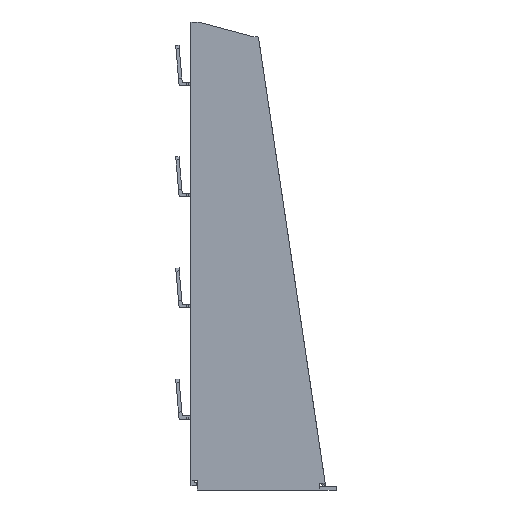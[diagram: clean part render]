
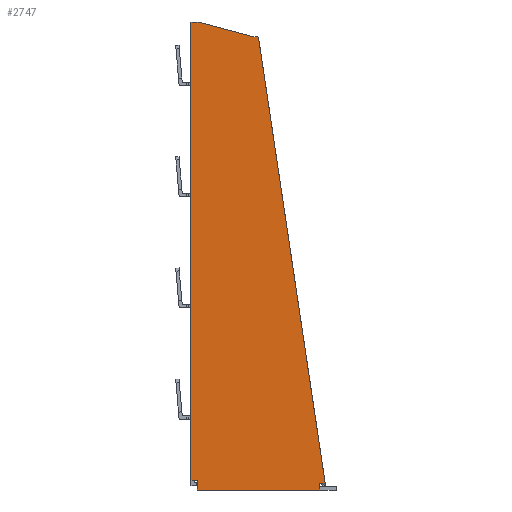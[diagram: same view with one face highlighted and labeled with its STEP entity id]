
A CAD part, left-side view. The second image highlights one B-rep face of the part: STEP entity #2747.
In plain terms, the highlighted face is planar.
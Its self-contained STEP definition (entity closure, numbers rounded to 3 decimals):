
#63 = DIRECTION ( 'NONE',  ( 0., -1., 0. ) ) ;
#65 = CARTESIAN_POINT ( 'NONE',  ( 87.8, 15.007, -1.5 ) ) ;
#121 = LINE ( 'NONE', #3867, #2526 ) ;
#281 = CARTESIAN_POINT ( 'NONE',  ( -113.255, -12.089, -1.5 ) ) ;
#329 = VERTEX_POINT ( 'NONE', #2477 ) ;
#490 = EDGE_CURVE ( 'NONE', #3692, #5455, #849, .T. ) ;
#502 = ORIENTED_EDGE ( 'NONE', *, *, #4670, .T. ) ;
#532 = CARTESIAN_POINT ( 'NONE',  ( 0., 17.828, -1.5 ) ) ;
#536 = B_SPLINE_CURVE_WITH_KNOTS ( 'NONE', 3,
 ( #5810, #3413, #5872, #1021, #3383, #1550 ),
 .UNSPECIFIED., .F., .F.,
 ( 4, 2, 4 ),
 ( 0.006, 0.007, 0.008 ),
 .UNSPECIFIED. ) ;
#560 = LINE ( 'NONE', #65, #2970 ) ;
#589 = CARTESIAN_POINT ( 'NONE',  ( -113.444, -9.961, -1.5 ) ) ;
#604 = EDGE_CURVE ( 'NONE', #5089, #329, #560, .T. ) ;
#674 = EDGE_CURVE ( 'NONE', #5709, #5455, #2903, .T. ) ;
#697 = ORIENTED_EDGE ( 'NONE', *, *, #5245, .F. ) ;
#699 = ORIENTED_EDGE ( 'NONE', *, *, #2212, .F. ) ;
#756 = CARTESIAN_POINT ( 'NONE',  ( 90.3, 0., -1.5 ) ) ;
#804 = DIRECTION ( 'NONE',  ( 0.259, -0.966, 0. ) ) ;
#838 = VECTOR ( 'NONE', #1922, 1000. ) ;
#846 = CARTESIAN_POINT ( 'NONE',  ( -120., 15.328, -1.5 ) ) ;
#849 = LINE ( 'NONE', #3215, #4167 ) ;
#863 = CARTESIAN_POINT ( 'NONE',  ( 86., 15.328, -1.5 ) ) ;
#1021 = CARTESIAN_POINT ( 'NONE',  ( 87.399, -41.661, -1.5 ) ) ;
#1038 = LINE ( 'NONE', #4437, #2023 ) ;
#1040 = CARTESIAN_POINT ( 'NONE',  ( -120., 14.508, -1.5 ) ) ;
#1123 = B_SPLINE_CURVE_WITH_KNOTS ( 'NONE', 3,
 ( #4089, #2650, #2686, #4561, #281, #2186 ),
 .UNSPECIFIED., .F., .F.,
 ( 4, 2, 4 ),
 ( 0.006, 0.007, 0.008 ),
 .UNSPECIFIED. ) ;
#1131 = VERTEX_POINT ( 'NONE', #1396 ) ;
#1219 = CARTESIAN_POINT ( 'NONE',  ( -4.304, -28.8, -1.5 ) ) ;
#1275 = CARTESIAN_POINT ( 'NONE',  ( 87.321, -42.494, -1.5 ) ) ;
#1350 = VECTOR ( 'NONE', #804, 1000. ) ;
#1396 = CARTESIAN_POINT ( 'NONE',  ( 86., 15.007, -1.5 ) ) ;
#1446 = VECTOR ( 'NONE', #4543, 1000. ) ;
#1492 = CARTESIAN_POINT ( 'NONE',  ( 87.8, -39.992, -1.5 ) ) ;
#1550 = CARTESIAN_POINT ( 'NONE',  ( 87.321, -42.494, -1.5 ) ) ;
#1555 = VERTEX_POINT ( 'NONE', #1040 ) ;
#1654 = DIRECTION ( 'NONE',  ( -1., 0., 0. ) ) ;
#1682 = CARTESIAN_POINT ( 'NONE',  ( 0., 0., -1.5 ) ) ;
#1778 = FACE_OUTER_BOUND ( 'NONE', #2021, .T. ) ;
#1903 = ORIENTED_EDGE ( 'NONE', *, *, #490, .T. ) ;
#1905 = ORIENTED_EDGE ( 'NONE', *, *, #4782, .F. ) ;
#1922 = DIRECTION ( 'NONE',  ( 0., 1., 0. ) ) ;
#2021 = EDGE_LOOP ( 'NONE', ( #699, #3388, #5020, #4188, #697, #3097, #1903, #4762, #3417, #2136, #1905, #4588, #502, #5325 ) ) ;
#2023 = VECTOR ( 'NONE', #3485, 1000. ) ;
#2061 = DIRECTION ( 'NONE',  ( 1., 0., 0. ) ) ;
#2136 = ORIENTED_EDGE ( 'NONE', *, *, #4740, .F. ) ;
#2186 = CARTESIAN_POINT ( 'NONE',  ( -113.258, -12.517, -1.5 ) ) ;
#2212 = EDGE_CURVE ( 'NONE', #5472, #4448, #3064, .T. ) ;
#2259 = DIRECTION ( 'NONE',  ( 1., 0., 0. ) ) ;
#2352 = VECTOR ( 'NONE', #2259, 1000. ) ;
#2477 = CARTESIAN_POINT ( 'NONE',  ( 90.3, 15.008, -1.5 ) ) ;
#2501 = DIRECTION ( 'NONE',  ( 1., 0., 0. ) ) ;
#2526 = VECTOR ( 'NONE', #63, 1000. ) ;
#2635 = LINE ( 'NONE', #756, #1446 ) ;
#2650 = CARTESIAN_POINT ( 'NONE',  ( -113.388, -10.385, -1.5 ) ) ;
#2686 = CARTESIAN_POINT ( 'NONE',  ( -113.334, -10.809, -1.5 ) ) ;
#2747 = ADVANCED_FACE ( 'NONE', ( #1778 ), #5944, .T. ) ;
#2782 = EDGE_CURVE ( 'NONE', #5631, #3228, #5505, .T. ) ;
#2814 = DIRECTION ( 'NONE',  ( 0., 1., 0. ) ) ;
#2878 = CARTESIAN_POINT ( 'NONE',  ( 87.8, 15.007, -1.5 ) ) ;
#2903 = LINE ( 'NONE', #532, #4266 ) ;
#2970 = VECTOR ( 'NONE', #2501, 1000. ) ;
#3064 = LINE ( 'NONE', #4093, #2352 ) ;
#3097 = ORIENTED_EDGE ( 'NONE', *, *, #3919, .F. ) ;
#3113 = DIRECTION ( 'NONE',  ( -0.989, 0.148, 0. ) ) ;
#3163 = EDGE_CURVE ( 'NONE', #5472, #5631, #536, .T. ) ;
#3215 = CARTESIAN_POINT ( 'NONE',  ( -120., 15.328, -1.5 ) ) ;
#3223 = CARTESIAN_POINT ( 'NONE',  ( 86., 15.007, -1.5 ) ) ;
#3228 = VERTEX_POINT ( 'NONE', #3475 ) ;
#3241 = CARTESIAN_POINT ( 'NONE',  ( -110.924, -19.366, -1.5 ) ) ;
#3383 = CARTESIAN_POINT ( 'NONE',  ( 87.363, -42.078, -1.5 ) ) ;
#3388 = ORIENTED_EDGE ( 'NONE', *, *, #3163, .T. ) ;
#3413 = CARTESIAN_POINT ( 'NONE',  ( 87.479, -40.41, -1.5 ) ) ;
#3417 = ORIENTED_EDGE ( 'NONE', *, *, #3532, .F. ) ;
#3428 = DIRECTION ( 'NONE',  ( -1., 0., 0. ) ) ;
#3475 = CARTESIAN_POINT ( 'NONE',  ( -113.258, -12.517, -1.5 ) ) ;
#3485 = DIRECTION ( 'NONE',  ( 0., 1., 0. ) ) ;
#3532 = EDGE_CURVE ( 'NONE', #5772, #5709, #1038, .T. ) ;
#3547 = DIRECTION ( 'NONE',  ( 0., 0., -1. ) ) ;
#3621 = VECTOR ( 'NONE', #3816, 1000. ) ;
#3692 = VERTEX_POINT ( 'NONE', #846 ) ;
#3738 = EDGE_CURVE ( 'NONE', #3980, #3228, #1123, .T. ) ;
#3816 = DIRECTION ( 'NONE',  ( -1., 0., 0. ) ) ;
#3867 = CARTESIAN_POINT ( 'NONE',  ( -120., 14.508, -1.5 ) ) ;
#3919 = EDGE_CURVE ( 'NONE', #3692, #1555, #121, .T. ) ;
#3980 = VERTEX_POINT ( 'NONE', #589 ) ;
#4030 = VECTOR ( 'NONE', #2061, 1000. ) ;
#4089 = CARTESIAN_POINT ( 'NONE',  ( -113.444, -9.961, -1.5 ) ) ;
#4093 = CARTESIAN_POINT ( 'NONE',  ( 92.5, -39.992, -1.5 ) ) ;
#4167 = VECTOR ( 'NONE', #2814, 1000. ) ;
#4188 = ORIENTED_EDGE ( 'NONE', *, *, #3738, .F. ) ;
#4241 = LINE ( 'NONE', #4434, #4030 ) ;
#4266 = VECTOR ( 'NONE', #3428, 1000. ) ;
#4407 = VECTOR ( 'NONE', #3113, 1000. ) ;
#4434 = CARTESIAN_POINT ( 'NONE',  ( 0., -39.992, -1.5 ) ) ;
#4437 = CARTESIAN_POINT ( 'NONE',  ( 86., 0., -1.5 ) ) ;
#4448 = VERTEX_POINT ( 'NONE', #1492 ) ;
#4543 = DIRECTION ( 'NONE',  ( 0., -1., 0. ) ) ;
#4561 = CARTESIAN_POINT ( 'NONE',  ( -113.268, -11.662, -1.5 ) ) ;
#4588 = ORIENTED_EDGE ( 'NONE', *, *, #604, .T. ) ;
#4670 = EDGE_CURVE ( 'NONE', #329, #5537, #2635, .T. ) ;
#4690 = CARTESIAN_POINT ( 'NONE',  ( 87.5, -39.992, -1.5 ) ) ;
#4707 = LINE ( 'NONE', #3223, #3621 ) ;
#4740 = EDGE_CURVE ( 'NONE', #1131, #5772, #5705, .T. ) ;
#4762 = ORIENTED_EDGE ( 'NONE', *, *, #674, .F. ) ;
#4766 = CARTESIAN_POINT ( 'NONE',  ( 86., 20.508, -1.5 ) ) ;
#4782 = EDGE_CURVE ( 'NONE', #5089, #1131, #4707, .T. ) ;
#5020 = ORIENTED_EDGE ( 'NONE', *, *, #2782, .T. ) ;
#5089 = VERTEX_POINT ( 'NONE', #2878 ) ;
#5096 = LINE ( 'NONE', #3241, #1350 ) ;
#5184 = CARTESIAN_POINT ( 'NONE',  ( 86., 17.828, -1.5 ) ) ;
#5245 = EDGE_CURVE ( 'NONE', #1555, #3980, #5096, .T. ) ;
#5318 = EDGE_CURVE ( 'NONE', #4448, #5537, #4241, .T. ) ;
#5325 = ORIENTED_EDGE ( 'NONE', *, *, #5318, .F. ) ;
#5455 = VERTEX_POINT ( 'NONE', #6165 ) ;
#5472 = VERTEX_POINT ( 'NONE', #4690 ) ;
#5505 = LINE ( 'NONE', #1219, #4407 ) ;
#5537 = VERTEX_POINT ( 'NONE', #5688 ) ;
#5631 = VERTEX_POINT ( 'NONE', #1275 ) ;
#5688 = CARTESIAN_POINT ( 'NONE',  ( 90.3, -39.992, -1.5 ) ) ;
#5705 = LINE ( 'NONE', #4766, #838 ) ;
#5709 = VERTEX_POINT ( 'NONE', #5184 ) ;
#5772 = VERTEX_POINT ( 'NONE', #863 ) ;
#5810 = CARTESIAN_POINT ( 'NONE',  ( 87.5, -39.992, -1.5 ) ) ;
#5872 = CARTESIAN_POINT ( 'NONE',  ( 87.457, -40.827, -1.5 ) ) ;
#5944 = PLANE ( 'NONE',  #6170 ) ;
#6165 = CARTESIAN_POINT ( 'NONE',  ( -120., 17.828, -1.5 ) ) ;
#6170 = AXIS2_PLACEMENT_3D ( 'NONE', #1682, #3547, #1654 ) ;
